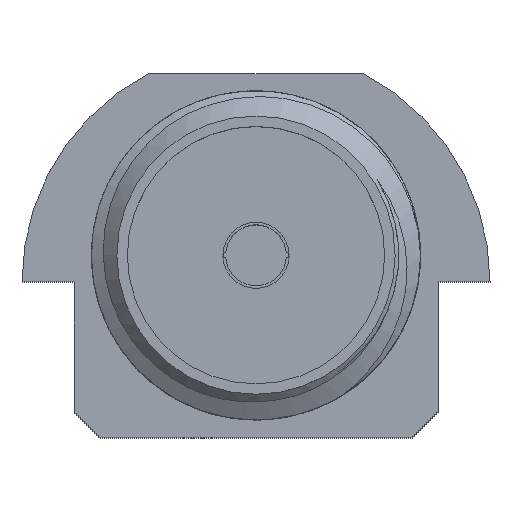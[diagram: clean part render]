
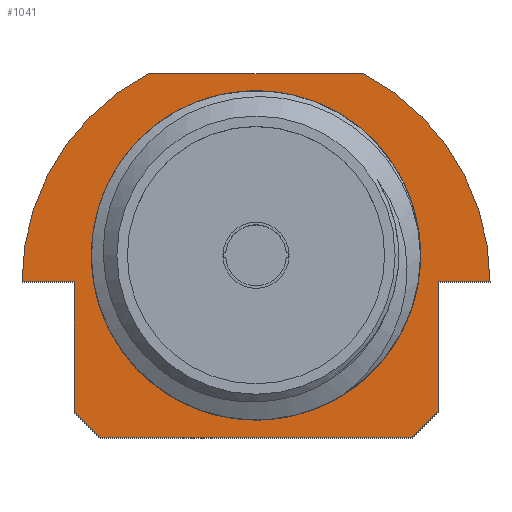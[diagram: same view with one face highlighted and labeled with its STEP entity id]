
A CAD part, top view. The second image highlights one B-rep face of the part: STEP entity #1041.
In plain terms, the highlighted planar face has unit normal (0, 0, 1).
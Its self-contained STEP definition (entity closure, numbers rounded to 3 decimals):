
#38=LINE('',#2155,#72);
#39=LINE('',#2158,#73);
#40=LINE('',#2160,#74);
#41=LINE('',#2162,#75);
#42=LINE('',#2166,#76);
#43=LINE('',#2170,#77);
#44=LINE('',#2172,#78);
#45=LINE('',#2174,#79);
#72=VECTOR('',#1234,1000.);
#73=VECTOR('',#1235,1000.);
#74=VECTOR('',#1236,1000.);
#75=VECTOR('',#1237,1000.);
#76=VECTOR('',#1240,1000.);
#77=VECTOR('',#1243,1000.);
#78=VECTOR('',#1244,1000.);
#79=VECTOR('',#1245,1000.);
#108=PLANE('',#1109);
#144=CIRCLE('',#1108,2.675);
#145=CIRCLE('',#1110,4.5);
#146=CIRCLE('',#1111,4.5);
#232=ORIENTED_EDGE('',*,*,#400,.T.);
#233=ORIENTED_EDGE('',*,*,#401,.F.);
#234=ORIENTED_EDGE('',*,*,#402,.T.);
#235=ORIENTED_EDGE('',*,*,#403,.F.);
#236=ORIENTED_EDGE('',*,*,#404,.F.);
#237=ORIENTED_EDGE('',*,*,#405,.F.);
#238=ORIENTED_EDGE('',*,*,#406,.F.);
#239=ORIENTED_EDGE('',*,*,#407,.F.);
#240=ORIENTED_EDGE('',*,*,#408,.F.);
#241=ORIENTED_EDGE('',*,*,#409,.F.);
#242=ORIENTED_EDGE('',*,*,#410,.T.);
#400=EDGE_CURVE('',#489,#489,#144,.T.);
#401=EDGE_CURVE('',#490,#491,#38,.T.);
#402=EDGE_CURVE('',#490,#492,#39,.F.);
#403=EDGE_CURVE('',#493,#492,#40,.T.);
#404=EDGE_CURVE('',#494,#493,#41,.T.);
#405=EDGE_CURVE('',#495,#494,#145,.T.);
#406=EDGE_CURVE('',#496,#495,#42,.T.);
#407=EDGE_CURVE('',#497,#496,#146,.T.);
#408=EDGE_CURVE('',#498,#497,#43,.T.);
#409=EDGE_CURVE('',#499,#498,#44,.T.);
#410=EDGE_CURVE('',#499,#491,#45,.F.);
#489=VERTEX_POINT('',#2153);
#490=VERTEX_POINT('',#2156);
#491=VERTEX_POINT('',#2157);
#492=VERTEX_POINT('',#2159);
#493=VERTEX_POINT('',#2161);
#494=VERTEX_POINT('',#2163);
#495=VERTEX_POINT('',#2165);
#496=VERTEX_POINT('',#2167);
#497=VERTEX_POINT('',#2169);
#498=VERTEX_POINT('',#2171);
#499=VERTEX_POINT('',#2173);
#561=EDGE_LOOP('',(#232));
#562=EDGE_LOOP('',(#233,#234,#235,#236,#237,#238,#239,#240,#241,#242));
#631=FACE_BOUND('',#561,.T.);
#632=FACE_BOUND('',#562,.T.);
#1041=ADVANCED_FACE('',(#631,#632),#108,.F.);
#1108=AXIS2_PLACEMENT_3D('',#2152,#1230,#1231);
#1109=AXIS2_PLACEMENT_3D('',#2154,#1232,#1233);
#1110=AXIS2_PLACEMENT_3D('',#2164,#1238,#1239);
#1111=AXIS2_PLACEMENT_3D('',#2168,#1241,#1242);
#1230=DIRECTION('',(0.,0.,-1.));
#1231=DIRECTION('',(1.,0.,0.));
#1232=DIRECTION('',(0.,0.,-1.));
#1233=DIRECTION('',(-1.,0.,0.));
#1234=DIRECTION('',(-1.,0.,0.));
#1235=DIRECTION('',(-0.707,-0.707,0.));
#1236=DIRECTION('',(0.,-1.,0.));
#1237=DIRECTION('',(-1.,0.,0.));
#1238=DIRECTION('',(0.,0.,-1.));
#1239=DIRECTION('',(-1.,0.,0.));
#1240=DIRECTION('',(1.,0.,0.));
#1241=DIRECTION('',(0.,0.,-1.));
#1242=DIRECTION('',(1.,0.,0.));
#1243=DIRECTION('',(-1.,0.,0.));
#1244=DIRECTION('',(0.,1.,0.));
#1245=DIRECTION('',(-0.707,0.707,0.));
#2152=CARTESIAN_POINT('',(0.,0.,7.));
#2153=CARTESIAN_POINT('',(2.675,0.,7.));
#2154=CARTESIAN_POINT('',(0.,-0.5,7.));
#2155=CARTESIAN_POINT('',(3.5,-3.5,7.));
#2156=CARTESIAN_POINT('',(3.,-3.5,7.));
#2157=CARTESIAN_POINT('',(-3.,-3.5,7.));
#2158=CARTESIAN_POINT('',(3.5,-3.,7.));
#2159=CARTESIAN_POINT('',(3.5,-3.,7.));
#2160=CARTESIAN_POINT('',(3.5,-0.5,7.));
#2161=CARTESIAN_POINT('',(3.5,-0.5,7.));
#2162=CARTESIAN_POINT('',(4.5,-0.5,7.));
#2163=CARTESIAN_POINT('',(4.5,-0.5,7.));
#2164=CARTESIAN_POINT('',(0.,-0.5,7.));
#2165=CARTESIAN_POINT('',(2.062,3.5,7.));
#2166=CARTESIAN_POINT('',(-2.062,3.5,7.));
#2167=CARTESIAN_POINT('',(-2.062,3.5,7.));
#2168=CARTESIAN_POINT('',(0.,-0.5,7.));
#2169=CARTESIAN_POINT('',(-4.5,-0.5,7.));
#2170=CARTESIAN_POINT('',(-3.5,-0.5,7.));
#2171=CARTESIAN_POINT('',(-3.5,-0.5,7.));
#2172=CARTESIAN_POINT('',(-3.5,-3.5,7.));
#2173=CARTESIAN_POINT('',(-3.5,-3.,7.));
#2174=CARTESIAN_POINT('',(-3.,-3.5,7.));
